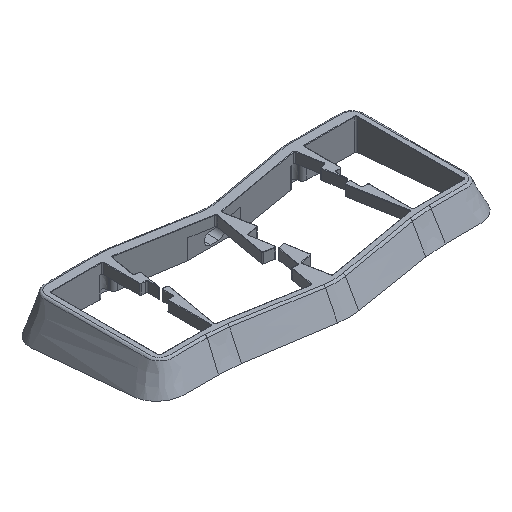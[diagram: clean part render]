
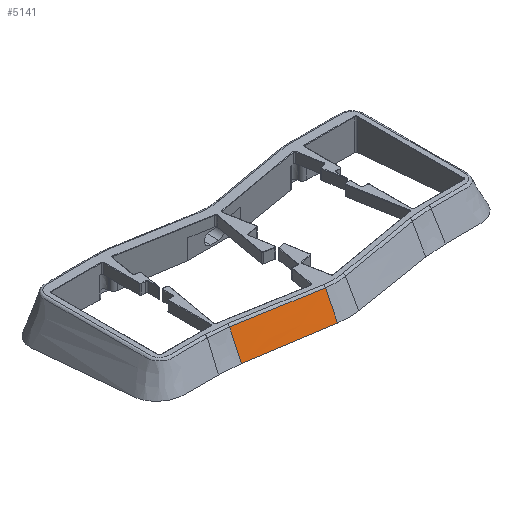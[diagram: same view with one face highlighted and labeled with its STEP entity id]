
A CAD part, isometric view. The second image highlights one B-rep face of the part: STEP entity #5141.
In plain terms, the highlighted free-form (B-spline) face has degree [3, 3] with [4, 4] control points.
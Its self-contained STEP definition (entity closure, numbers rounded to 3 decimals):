
#152=B_SPLINE_CURVE_WITH_KNOTS('',3,(#8374,#8375,#8376,#8377),
 .UNSPECIFIED.,.F.,.F.,(4,4),(0.,6.243),.UNSPECIFIED.);
#190=B_SPLINE_CURVE_WITH_KNOTS('',3,(#9285,#9286,#9287,#9288),
 .UNSPECIFIED.,.F.,.F.,(4,4),(0.,2.117),
 .UNSPECIFIED.);
#191=B_SPLINE_CURVE_WITH_KNOTS('',3,(#9307,#9308,#9309,#9310),
 .UNSPECIFIED.,.F.,.F.,(4,4),(0.121,2.159),
 .UNSPECIFIED.);
#249=B_SPLINE_SURFACE_WITH_KNOTS('',3,3,((#9289,#9290,#9291,#9292),(#9293,
#9294,#9295,#9296),(#9297,#9298,#9299,#9300),(#9301,#9302,#9303,#9304)),
 .UNSPECIFIED.,.F.,.F.,.F.,(4,4),(4,4),(0.103,0.943),
(0.,0.945),.UNSPECIFIED.);
#512=FACE_OUTER_BOUND('',#824,.T.);
#824=EDGE_LOOP('',(#3838,#3839,#3840,#3841));
#1214=LINE('',#9306,#1672);
#1672=VECTOR('',#6315,10.);
#2325=VERTEX_POINT('',#8341);
#2327=VERTEX_POINT('',#8372);
#2385=VERTEX_POINT('',#9271);
#2386=VERTEX_POINT('',#9305);
#2875=EDGE_CURVE('',#2327,#2325,#152,.T.);
#2955=EDGE_CURVE('',#2385,#2327,#190,.T.);
#2956=EDGE_CURVE('',#2385,#2386,#1214,.T.);
#2957=EDGE_CURVE('',#2325,#2386,#191,.T.);
#3838=ORIENTED_EDGE('',*,*,#2875,.F.);
#3839=ORIENTED_EDGE('',*,*,#2955,.F.);
#3840=ORIENTED_EDGE('',*,*,#2956,.T.);
#3841=ORIENTED_EDGE('',*,*,#2957,.F.);
#5141=ADVANCED_FACE('',(#512),#249,.T.);
#6315=DIRECTION('',(0.985,-0.171,0.015));
#8341=CARTESIAN_POINT('',(-7.611,-3.806,13.529));
#8372=CARTESIAN_POINT('',(-69.114,6.887,13.497));
#8374=CARTESIAN_POINT('Ctrl Pts',(-69.114,6.887,13.497));
#8375=CARTESIAN_POINT('Ctrl Pts',(-48.613,3.323,13.508));
#8376=CARTESIAN_POINT('Ctrl Pts',(-28.112,-0.242,
13.518));
#8377=CARTESIAN_POINT('Ctrl Pts',(-7.611,-3.806,13.529));
#9271=CARTESIAN_POINT('',(-69.644,-2.652,-5.399));
#9285=CARTESIAN_POINT('Ctrl Pts',(-69.644,-2.652,-5.399));
#9286=CARTESIAN_POINT('Ctrl Pts',(-69.468,0.528,0.9));
#9287=CARTESIAN_POINT('Ctrl Pts',(-69.291,3.708,7.198));
#9288=CARTESIAN_POINT('Ctrl Pts',(-69.114,6.887,13.497));
#9289=CARTESIAN_POINT('Ctrl Pts',(-69.929,-2.603,-5.403));
#9290=CARTESIAN_POINT('Ctrl Pts',(-69.658,0.56,0.897));
#9291=CARTESIAN_POINT('Ctrl Pts',(-69.386,3.724,7.197));
#9292=CARTESIAN_POINT('Ctrl Pts',(-69.114,6.887,13.497));
#9293=CARTESIAN_POINT('Ctrl Pts',(-49.253,-6.181,-5.09));
#9294=CARTESIAN_POINT('Ctrl Pts',(-48.982,-3.022,1.112));
#9295=CARTESIAN_POINT('Ctrl Pts',(-48.71,0.137,7.313));
#9296=CARTESIAN_POINT('Ctrl Pts',(-48.439,3.296,13.515));
#9297=CARTESIAN_POINT('Ctrl Pts',(-28.578,-9.759,-4.777));
#9298=CARTESIAN_POINT('Ctrl Pts',(-28.306,-6.605,1.326));
#9299=CARTESIAN_POINT('Ctrl Pts',(-28.035,-3.45,7.429));
#9300=CARTESIAN_POINT('Ctrl Pts',(-27.763,-0.295,
13.532));
#9301=CARTESIAN_POINT('Ctrl Pts',(-7.902,-13.338,-4.464));
#9302=CARTESIAN_POINT('Ctrl Pts',(-7.631,-10.187,1.54));
#9303=CARTESIAN_POINT('Ctrl Pts',(-7.359,-7.037,7.545));
#9304=CARTESIAN_POINT('Ctrl Pts',(-7.088,-3.886,13.549));
#9305=CARTESIAN_POINT('',(-7.902,-13.338,-4.464));
#9306=CARTESIAN_POINT('',(-77.538,-1.286,-5.518));
#9307=CARTESIAN_POINT('Ctrl Pts',(-7.611,-3.806,13.529));
#9308=CARTESIAN_POINT('Ctrl Pts',(-7.708,-6.982,7.531));
#9309=CARTESIAN_POINT('Ctrl Pts',(-7.805,-10.159,1.533));
#9310=CARTESIAN_POINT('Ctrl Pts',(-7.902,-13.338,-4.464));
